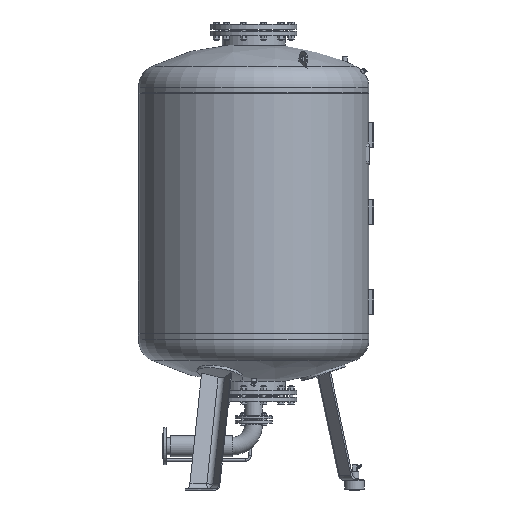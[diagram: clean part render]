
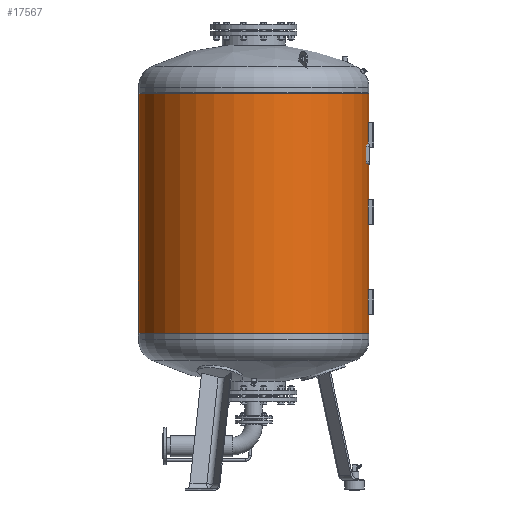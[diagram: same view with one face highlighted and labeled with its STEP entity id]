
A CAD part, left-side view. The second image highlights one B-rep face of the part: STEP entity #17567.
In plain terms, the highlighted cylindrical face has radius 500 mm (diameter 1000 mm), a full revolution.
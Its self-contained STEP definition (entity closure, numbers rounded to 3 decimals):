
#4569=FACE_BOUND($,#6737,.T.);
#5406=FACE_OUTER_BOUND($,#6736,.T.);
#6736=EDGE_LOOP($,(#14907));
#6737=EDGE_LOOP($,(#14908));
#7700=CIRCLE($,#19121,500.);
#7701=CIRCLE($,#19123,500.);
#8965=VERTEX_POINT($,#28802);
#8966=VERTEX_POINT($,#28805);
#11060=EDGE_CURVE($,#8965,#8965,#7700,.T.);
#11061=EDGE_CURVE($,#8966,#8966,#7701,.T.);
#14907=ORIENTED_EDGE($,*,*,#11060,.T.);
#14908=ORIENTED_EDGE($,*,*,#11061,.F.);
#16813=CYLINDRICAL_SURFACE($,#19122,500.);
#17567=ADVANCED_FACE($,(#5406,#4569),#16813,.T.);
#19121=AXIS2_PLACEMENT_3D($,#28803,#22979,#22980);
#19122=AXIS2_PLACEMENT_3D($,#28804,#22981,#22982);
#19123=AXIS2_PLACEMENT_3D($,#28806,#22983,#22984);
#22979=DIRECTION('center_axis',(0.,0.,1.));
#22980=DIRECTION('ref_axis',(1.,0.,0.));
#22981=DIRECTION('center_axis',(0.,0.,1.));
#22982=DIRECTION('ref_axis',(1.,0.,0.));
#22983=DIRECTION('center_axis',(0.,0.,1.));
#22984=DIRECTION('ref_axis',(1.,0.,0.));
#28802=CARTESIAN_POINT('',(500.,0.,680.5));
#28803=CARTESIAN_POINT('Origin',(0.,0.,680.5));
#28804=CARTESIAN_POINT('Origin',(0.,0.,1452.25));
#28805=CARTESIAN_POINT('',(500.,0.,1719.5));
#28806=CARTESIAN_POINT('Origin',(0.,0.,1719.5));
